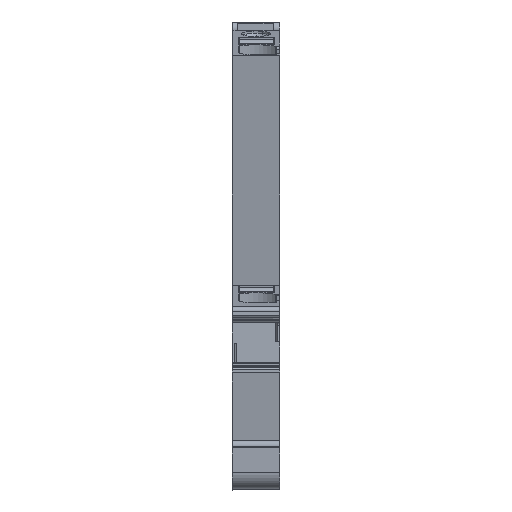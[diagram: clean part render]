
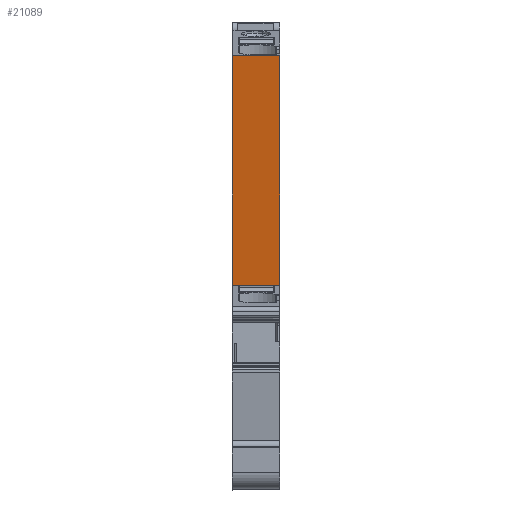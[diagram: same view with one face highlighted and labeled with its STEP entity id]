
A CAD part, front view. The second image highlights one B-rep face of the part: STEP entity #21089.
In plain terms, the highlighted planar face has unit normal (0, -0.983, -0.183).
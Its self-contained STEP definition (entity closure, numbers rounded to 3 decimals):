
#21076=AXIS2_PLACEMENT_3D('Plane Axis2P3D',#21073,#21074,#21075) ;
#5069=CARTESIAN_POINT('Vertex',(5.1,9.276,46.614)) ;
#5072=CARTESIAN_POINT('Line Origine',(5.1,11.569,34.287)) ;
#5076=CARTESIAN_POINT('Vertex',(5.1,13.861,21.96)) ;
#15621=CARTESIAN_POINT('Vertex',(0.05,13.861,21.96)) ;
#15648=CARTESIAN_POINT('Control Point',(0.05,9.276,46.614)) ;
#15649=CARTESIAN_POINT('Control Point',(0.05,10.193,41.683)) ;
#15650=CARTESIAN_POINT('Control Point',(0.05,11.11,36.752)) ;
#15651=CARTESIAN_POINT('Control Point',(0.05,12.027,31.821)) ;
#15652=CARTESIAN_POINT('Control Point',(0.05,12.944,26.89)) ;
#15653=CARTESIAN_POINT('Control Point',(0.05,13.861,21.96)) ;
#15654=CARTESIAN_POINT('Vertex',(0.05,9.276,46.614)) ;
#15670=CARTESIAN_POINT('Line Origine',(2.575,9.276,46.614)) ;
#21073=CARTESIAN_POINT('Axis2P3D Location',(0.,13.861,21.96)) ;
#21078=CARTESIAN_POINT('Line Origine',(2.575,13.861,21.96)) ;
#5073=DIRECTION('Vector Direction',(0.,-0.183,0.983)) ;
#15671=DIRECTION('Vector Direction',(1.,0.,0.)) ;
#21074=DIRECTION('Axis2P3D Direction',(0.,0.983,0.183)) ;
#21075=DIRECTION('Axis2P3D XDirection',(0.,-0.183,0.983)) ;
#21079=DIRECTION('Vector Direction',(1.,0.,0.)) ;
#5074=VECTOR('Line Direction',#5073,1.) ;
#15672=VECTOR('Line Direction',#15671,1.) ;
#21080=VECTOR('Line Direction',#21079,1.) ;
#21084=ORIENTED_EDGE('',*,*,#15656,.F.) ;
#21085=ORIENTED_EDGE('',*,*,#21082,.T.) ;
#21086=ORIENTED_EDGE('',*,*,#5078,.T.) ;
#21087=ORIENTED_EDGE('',*,*,#15674,.F.) ;
#21089=ADVANCED_FACE('MLD',(#21088),#21077,.F.) ;
#15647=B_SPLINE_CURVE_WITH_KNOTS('',5,(#15648,#15649,#15650,#15651,#15652,#15653),.UNSPECIFIED.,.F.,.U.,(6,6),(0.,25.077),.UNSPECIFIED.) ;
#5078=EDGE_CURVE('',#5077,#5070,#5075,.T.) ;
#15656=EDGE_CURVE('',#15622,#15655,#15647,.F.) ;
#15674=EDGE_CURVE('',#15655,#5070,#15673,.T.) ;
#21082=EDGE_CURVE('',#15622,#5077,#21081,.T.) ;
#21083=EDGE_LOOP('',(#21084,#21085,#21086,#21087)) ;
#21088=FACE_OUTER_BOUND('',#21083,.T.) ;
#5075=LINE('Line',#5072,#5074) ;
#15673=LINE('Line',#15670,#15672) ;
#21081=LINE('Line',#21078,#21080) ;
#21077=PLANE('',#21076) ;
#5070=VERTEX_POINT('',#5069) ;
#5077=VERTEX_POINT('',#5076) ;
#15622=VERTEX_POINT('',#15621) ;
#15655=VERTEX_POINT('',#15654) ;
